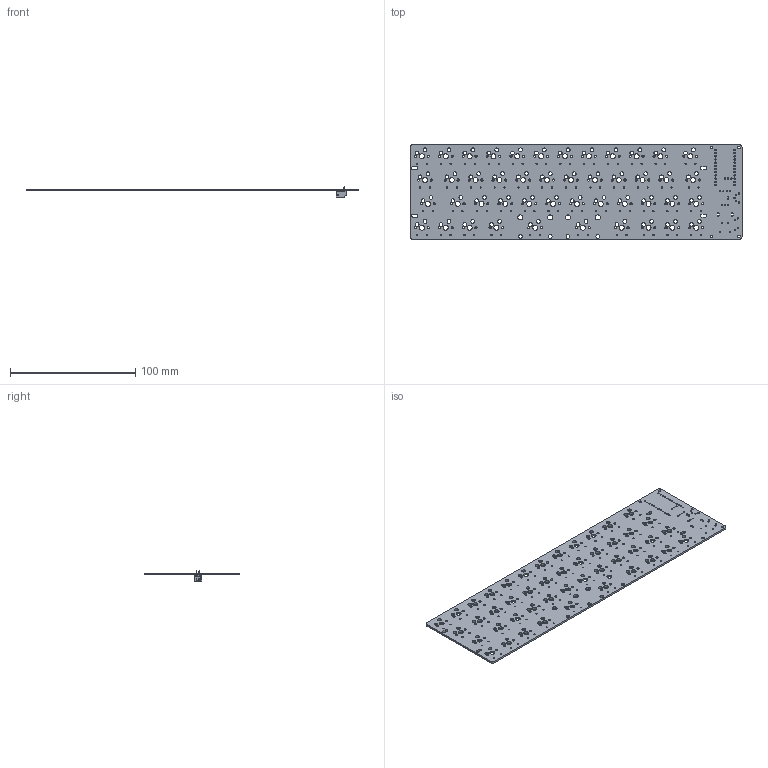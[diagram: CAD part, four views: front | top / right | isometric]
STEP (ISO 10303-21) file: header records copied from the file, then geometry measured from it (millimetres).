
FILE_DESCRIPTION(('KiCad electronic assembly'),'2;1');
FILE_NAME('Hotswap PCB.step','2025-12-31T16:38:50',('Pcbnew'),('Kicad'), 'Open CASCADE STEP processor 7.9','KiCad to STEP converter','Unknown' );
FILE_SCHEMA(('AUTOMOTIVE_DESIGN { 1 0 10303 214 1 1 1 1 }'));
Length unit declared in the file: millimetre
Products named in the file (3): Hotswap PCB 1; JST_PH_S2B-PH-K_1x02_P2.00mm_Horizontal; Hotswap PCB_PCB
Assembly tree (2 placements, depth 2):
  Hotswap PCB 1
    JST_PH_S2B-PH-K_1x02_P2.00mm_Horizontal
    Hotswap PCB_PCB
Bounding box: 265.12 x 76.2 x 8.25 mm (x, y, z)
Volume: 28019.6 mm3; surface area: 42224.4 mm2
Topology: 2 solids, 2 shells, 527 faces, 1557 edges, 1034 vertices
Faces by surface type: cylinder 405, plane 122
Full cylindrical faces by diameter (mm): 0.75 x2, 0.813 x4, 0.99 x2, 1 x103, 1.092 x27, 1.2 x1, 1.3 x2, 1.75 x92, 2.2 x4, 3 x92, 3.048 x4, 3.988 x50
Entity records: 20395 total; most frequent: DIRECTION 3427, CARTESIAN_POINT 3121, ORIENTED_EDGE 3114, EDGE_CURVE 1557, AXIS2_PLACEMENT_3D 1340, FACE_BOUND 1309, EDGE_LOOP 1309, VERTEX_POINT 1034
